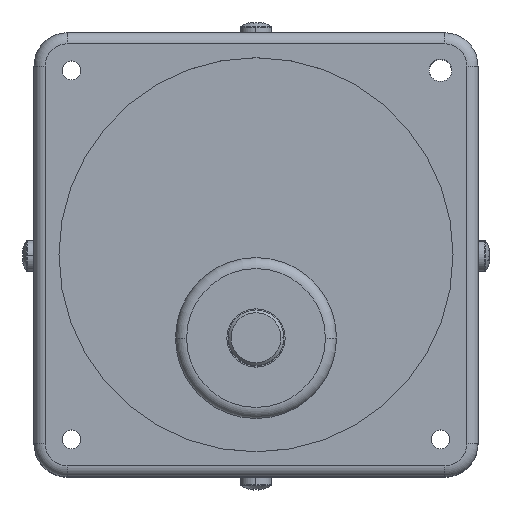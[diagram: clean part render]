
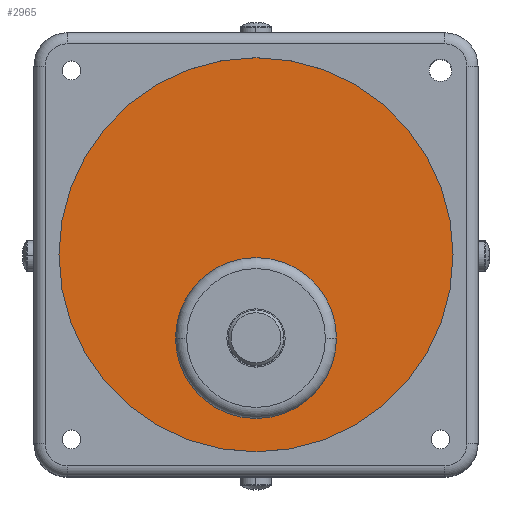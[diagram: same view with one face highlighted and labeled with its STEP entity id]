
A CAD part, top view. The second image highlights one B-rep face of the part: STEP entity #2965.
In plain terms, the highlighted planar face has unit normal (0, 0, 1).
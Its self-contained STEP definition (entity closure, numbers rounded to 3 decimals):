
#551 = AXIS2_PLACEMENT_3D ( 'NONE', #9432, #2104, #5374 ) ;
#985 = AXIS2_PLACEMENT_3D ( 'NONE', #2090, #5357, #8625 ) ;
#1447 = VERTEX_POINT ( 'NONE', #7015 ) ;
#1790 = AXIS2_PLACEMENT_3D ( 'NONE', #2910, #6176, #9422 ) ;
#1912 = CARTESIAN_POINT ( 'NONE',  ( -44.118, 10.161, 20.35 ) ) ;
#1986 = CARTESIAN_POINT ( 'NONE',  ( -65.118, -4.839, 20.35 ) ) ;
#2078 = DIRECTION ( 'NONE',  ( 1., 0., 0. ) ) ;
#2090 = CARTESIAN_POINT ( 'NONE',  ( -79.618, 10.161, 20.35 ) ) ;
#2104 = DIRECTION ( 'NONE',  ( 0., 0., 1. ) ) ;
#2423 = DIRECTION ( 'NONE',  ( 0., 0., 1. ) ) ;
#2620 = EDGE_CURVE ( 'NONE', #2929, #9241, #7324, .T. ) ;
#2907 = FACE_OUTER_BOUND ( 'NONE', #5166, .T. ) ;
#2910 = CARTESIAN_POINT ( 'NONE',  ( -79.618, -4.839, 20.35 ) ) ;
#2929 = VERTEX_POINT ( 'NONE', #1986 ) ;
#2965 = ADVANCED_FACE ( 'NONE', ( #2907, #6173 ), #9419, .T. ) ;
#3307 = VERTEX_POINT ( 'NONE', #1912 ) ;
#3387 = EDGE_CURVE ( 'NONE', #1447, #3307, #3823, .T. ) ;
#3823 = CIRCLE ( 'NONE', #9775, 35.5 ) ;
#4068 = ORIENTED_EDGE ( 'NONE', *, *, #9255, .T. ) ;
#4376 = EDGE_LOOP ( 'NONE', ( #8819, #8328 ) ) ;
#4379 = EDGE_CURVE ( 'NONE', #9241, #2929, #6406, .T. ) ;
#5166 = EDGE_LOOP ( 'NONE', ( #4068, #8871 ) ) ;
#5199 = CIRCLE ( 'NONE', #551, 35.5 ) ;
#5327 = CARTESIAN_POINT ( 'NONE',  ( -94.118, -4.839, 20.35 ) ) ;
#5357 = DIRECTION ( 'NONE',  ( 0., 0., 1. ) ) ;
#5374 = DIRECTION ( 'NONE',  ( 1., 0., 0. ) ) ;
#5689 = DIRECTION ( 'NONE',  ( 1., 0., 0. ) ) ;
#6162 = CARTESIAN_POINT ( 'NONE',  ( -79.618, 10.161, 20.35 ) ) ;
#6173 = FACE_BOUND ( 'NONE', #4376, .T. ) ;
#6176 = DIRECTION ( 'NONE',  ( 0., 0., 1. ) ) ;
#6406 = CIRCLE ( 'NONE', #1790, 14.5 ) ;
#7015 = CARTESIAN_POINT ( 'NONE',  ( -115.118, 10.161, 20.35 ) ) ;
#7317 = AXIS2_PLACEMENT_3D ( 'NONE', #9728, #2423, #5689 ) ;
#7324 = CIRCLE ( 'NONE', #7317, 14.5 ) ;
#8328 = ORIENTED_EDGE ( 'NONE', *, *, #2620, .F. ) ;
#8625 = DIRECTION ( 'NONE',  ( 1., 0., 0. ) ) ;
#8819 = ORIENTED_EDGE ( 'NONE', *, *, #4379, .F. ) ;
#8871 = ORIENTED_EDGE ( 'NONE', *, *, #3387, .T. ) ;
#9241 = VERTEX_POINT ( 'NONE', #5327 ) ;
#9255 = EDGE_CURVE ( 'NONE', #3307, #1447, #5199, .T. ) ;
#9407 = DIRECTION ( 'NONE',  ( 0., 0., 1. ) ) ;
#9419 = PLANE ( 'NONE',  #985 ) ;
#9422 = DIRECTION ( 'NONE',  ( 1., 0., 0. ) ) ;
#9432 = CARTESIAN_POINT ( 'NONE',  ( -79.618, 10.161, 20.35 ) ) ;
#9728 = CARTESIAN_POINT ( 'NONE',  ( -79.618, -4.839, 20.35 ) ) ;
#9775 = AXIS2_PLACEMENT_3D ( 'NONE', #6162, #9407, #2078 ) ;
